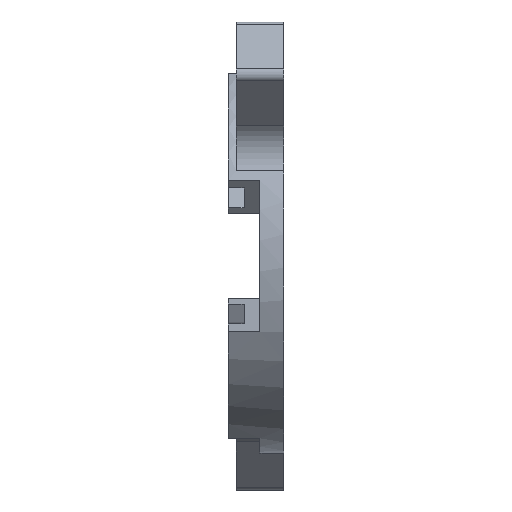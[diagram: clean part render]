
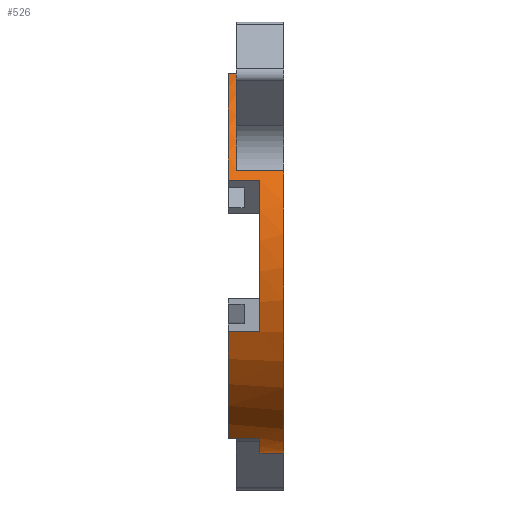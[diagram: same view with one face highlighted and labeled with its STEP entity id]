
A CAD part, left-side view. The second image highlights one B-rep face of the part: STEP entity #526.
In plain terms, the highlighted cylindrical face has radius 25 mm (diameter 50 mm), a partial arc.
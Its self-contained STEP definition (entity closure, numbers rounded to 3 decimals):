
#4 = CARTESIAN_POINT ( 'NONE',  ( 0., 3., 0. ) ) ;
#19 = EDGE_CURVE ( 'NONE', #1243, #299, #2063, .T. ) ;
#26 = VERTEX_POINT ( 'NONE', #580 ) ;
#29 = DIRECTION ( 'NONE',  ( 0., -1., 0. ) ) ;
#66 = DIRECTION ( 'NONE',  ( 0., 0., 1. ) ) ;
#69 = CARTESIAN_POINT ( 'NONE',  ( -23.097, 7., 9.567 ) ) ;
#81 = VECTOR ( 'NONE', #1235, 1000. ) ;
#103 = ORIENTED_EDGE ( 'NONE', *, *, #282, .F. ) ;
#167 = DIRECTION ( 'NONE',  ( 0., 1., 0. ) ) ;
#176 = DIRECTION ( 'NONE',  ( 0., 1., 0. ) ) ;
#216 = VERTEX_POINT ( 'NONE', #1169 ) ;
#244 = EDGE_CURVE ( 'NONE', #216, #823, #700, .T. ) ;
#245 = CARTESIAN_POINT ( 'NONE',  ( 0., 0., 0. ) ) ;
#271 = VECTOR ( 'NONE', #29, 1000. ) ;
#282 = EDGE_CURVE ( 'NONE', #26, #608, #1179, .T. ) ;
#287 = DIRECTION ( 'NONE',  ( 0., 1., 0. ) ) ;
#299 = VERTEX_POINT ( 'NONE', #1024 ) ;
#343 = CARTESIAN_POINT ( 'NONE',  ( 0., 0., 25. ) ) ;
#348 = EDGE_CURVE ( 'NONE', #299, #1965, #978, .T. ) ;
#390 = ORIENTED_EDGE ( 'NONE', *, *, #2055, .F. ) ;
#406 = DIRECTION ( 'NONE',  ( 0., 0., 1. ) ) ;
#422 = CARTESIAN_POINT ( 'NONE',  ( -9.567, 7., 23.097 ) ) ;
#514 = ORIENTED_EDGE ( 'NONE', *, *, #1195, .F. ) ;
#526 = ADVANCED_FACE ( 'NONE', ( #1311 ), #2152, .T. ) ;
#562 = CARTESIAN_POINT ( 'NONE',  ( -10.774, 6., 22.559 ) ) ;
#564 = ORIENTED_EDGE ( 'NONE', *, *, #244, .F. ) ;
#580 = CARTESIAN_POINT ( 'NONE',  ( -9.567, 3., -23.097 ) ) ;
#594 = AXIS2_PLACEMENT_3D ( 'NONE', #245, #1575, #1742 ) ;
#600 = CARTESIAN_POINT ( 'NONE',  ( -9.567, 3., 23.097 ) ) ;
#606 = ORIENTED_EDGE ( 'NONE', *, *, #19, .T. ) ;
#608 = VERTEX_POINT ( 'NONE', #1117 ) ;
#681 = CARTESIAN_POINT ( 'NONE',  ( 0., 5., 25. ) ) ;
#685 = VERTEX_POINT ( 'NONE', #1322 ) ;
#698 = DIRECTION ( 'NONE',  ( 0., 0., 1. ) ) ;
#700 = CIRCLE ( 'NONE', #1583, 25. ) ;
#707 = EDGE_LOOP ( 'NONE', ( #1371, #564, #968, #514, #1377, #1745, #727, #1510, #103, #390, #2079, #1889, #1837, #1278, #606, #1444 ) ) ;
#720 = CARTESIAN_POINT ( 'NONE',  ( 0., 7., 0. ) ) ;
#727 = ORIENTED_EDGE ( 'NONE', *, *, #1292, .T. ) ;
#728 = CARTESIAN_POINT ( 'NONE',  ( -10.774, 5., 22.559 ) ) ;
#741 = VECTOR ( 'NONE', #1430, 1000. ) ;
#744 = CARTESIAN_POINT ( 'NONE',  ( 0., 3., 0. ) ) ;
#807 = CIRCLE ( 'NONE', #1646, 25. ) ;
#820 = EDGE_CURVE ( 'NONE', #1709, #1243, #1996, .T. ) ;
#823 = VERTEX_POINT ( 'NONE', #919 ) ;
#837 = LINE ( 'NONE', #681, #271 ) ;
#870 = VERTEX_POINT ( 'NONE', #1881 ) ;
#872 = VECTOR ( 'NONE', #1949, 1000. ) ;
#878 = AXIS2_PLACEMENT_3D ( 'NONE', #2084, #2059, #66 ) ;
#886 = CARTESIAN_POINT ( 'NONE',  ( -23.097, 7., -9.567 ) ) ;
#907 = EDGE_CURVE ( 'NONE', #608, #1175, #807, .T. ) ;
#908 = AXIS2_PLACEMENT_3D ( 'NONE', #1547, #1569, #1232 ) ;
#919 = CARTESIAN_POINT ( 'NONE',  ( 0., 3., 25. ) ) ;
#929 = CARTESIAN_POINT ( 'NONE',  ( 0., 7., 0. ) ) ;
#952 = VERTEX_POINT ( 'NONE', #422 ) ;
#956 = DIRECTION ( 'NONE',  ( 0., 0., -1. ) ) ;
#968 = ORIENTED_EDGE ( 'NONE', *, *, #971, .T. ) ;
#971 = EDGE_CURVE ( 'NONE', #216, #952, #1287, .T. ) ;
#978 = CIRCLE ( 'NONE', #594, 25. ) ;
#1024 = CARTESIAN_POINT ( 'NONE',  ( -10.774, 0., 22.559 ) ) ;
#1039 = CIRCLE ( 'NONE', #1324, 25. ) ;
#1042 = CARTESIAN_POINT ( 'NONE',  ( -23.097, 3., -9.567 ) ) ;
#1074 = AXIS2_PLACEMENT_3D ( 'NONE', #1572, #1916, #406 ) ;
#1117 = CARTESIAN_POINT ( 'NONE',  ( -9.567, 7., -23.097 ) ) ;
#1169 = CARTESIAN_POINT ( 'NONE',  ( -9.567, 3., 23.097 ) ) ;
#1175 = VERTEX_POINT ( 'NONE', #886 ) ;
#1179 = LINE ( 'NONE', #1326, #1726 ) ;
#1195 = EDGE_CURVE ( 'NONE', #1675, #952, #1579, .T. ) ;
#1202 = CARTESIAN_POINT ( 'NONE',  ( -23.097, 3., -9.567 ) ) ;
#1219 = DIRECTION ( 'NONE',  ( 1., 0., 0. ) ) ;
#1226 = EDGE_CURVE ( 'NONE', #1604, #685, #1039, .T. ) ;
#1232 = DIRECTION ( 'NONE',  ( 0., 0., 1. ) ) ;
#1235 = DIRECTION ( 'NONE',  ( 0., 1., 0. ) ) ;
#1243 = VERTEX_POINT ( 'NONE', #562 ) ;
#1254 = EDGE_CURVE ( 'NONE', #1821, #870, #1860, .T. ) ;
#1258 = VECTOR ( 'NONE', #1533, 1000. ) ;
#1278 = ORIENTED_EDGE ( 'NONE', *, *, #820, .T. ) ;
#1287 = LINE ( 'NONE', #600, #872 ) ;
#1292 = EDGE_CURVE ( 'NONE', #1604, #1175, #2047, .T. ) ;
#1311 = FACE_OUTER_BOUND ( 'NONE', #707, .T. ) ;
#1322 = CARTESIAN_POINT ( 'NONE',  ( -23.097, 3., 9.567 ) ) ;
#1324 = AXIS2_PLACEMENT_3D ( 'NONE', #744, #2093, #1219 ) ;
#1326 = CARTESIAN_POINT ( 'NONE',  ( -9.567, 3., -23.097 ) ) ;
#1335 = DIRECTION ( 'NONE',  ( 0., 0., -1. ) ) ;
#1371 = ORIENTED_EDGE ( 'NONE', *, *, #1487, .F. ) ;
#1377 = ORIENTED_EDGE ( 'NONE', *, *, #2129, .F. ) ;
#1384 = AXIS2_PLACEMENT_3D ( 'NONE', #1450, #1994, #956 ) ;
#1430 = DIRECTION ( 'NONE',  ( 0., -1., 0. ) ) ;
#1434 = AXIS2_PLACEMENT_3D ( 'NONE', #720, #1759, #698 ) ;
#1444 = ORIENTED_EDGE ( 'NONE', *, *, #348, .T. ) ;
#1450 = CARTESIAN_POINT ( 'NONE',  ( 0., 5., 0. ) ) ;
#1487 = EDGE_CURVE ( 'NONE', #823, #1965, #837, .T. ) ;
#1493 = VECTOR ( 'NONE', #1621, 1000. ) ;
#1510 = ORIENTED_EDGE ( 'NONE', *, *, #907, .F. ) ;
#1533 = DIRECTION ( 'NONE',  ( 0., 1., 0. ) ) ;
#1536 = CARTESIAN_POINT ( 'NONE',  ( 0., 3., -25. ) ) ;
#1547 = CARTESIAN_POINT ( 'NONE',  ( 0., 0., 0. ) ) ;
#1550 = LINE ( 'NONE', #1783, #1991 ) ;
#1569 = DIRECTION ( 'NONE',  ( 0., 1., 0. ) ) ;
#1572 = CARTESIAN_POINT ( 'NONE',  ( 0., 6., 0. ) ) ;
#1575 = DIRECTION ( 'NONE',  ( 0., 1., 0. ) ) ;
#1579 = CIRCLE ( 'NONE', #1434, 25. ) ;
#1583 = AXIS2_PLACEMENT_3D ( 'NONE', #4, #176, #1335 ) ;
#1604 = VERTEX_POINT ( 'NONE', #1202 ) ;
#1621 = DIRECTION ( 'NONE',  ( 0., -1., 0. ) ) ;
#1646 = AXIS2_PLACEMENT_3D ( 'NONE', #929, #1960, #1647 ) ;
#1647 = DIRECTION ( 'NONE',  ( 0., 0., 1. ) ) ;
#1675 = VERTEX_POINT ( 'NONE', #69 ) ;
#1709 = VERTEX_POINT ( 'NONE', #1767 ) ;
#1726 = VECTOR ( 'NONE', #167, 1000. ) ;
#1742 = DIRECTION ( 'NONE',  ( 0., 0., 1. ) ) ;
#1745 = ORIENTED_EDGE ( 'NONE', *, *, #1226, .F. ) ;
#1759 = DIRECTION ( 'NONE',  ( 0., 1., 0. ) ) ;
#1767 = CARTESIAN_POINT ( 'NONE',  ( -22.559, 6., 10.774 ) ) ;
#1783 = CARTESIAN_POINT ( 'NONE',  ( -23.097, 3., 9.567 ) ) ;
#1808 = CARTESIAN_POINT ( 'NONE',  ( 0., 0., -25. ) ) ;
#1821 = VERTEX_POINT ( 'NONE', #1808 ) ;
#1832 = CIRCLE ( 'NONE', #878, 25. ) ;
#1837 = ORIENTED_EDGE ( 'NONE', *, *, #2099, .T. ) ;
#1860 = CIRCLE ( 'NONE', #908, 25. ) ;
#1881 = CARTESIAN_POINT ( 'NONE',  ( -22.559, 0., 10.774 ) ) ;
#1889 = ORIENTED_EDGE ( 'NONE', *, *, #1254, .T. ) ;
#1910 = VERTEX_POINT ( 'NONE', #1536 ) ;
#1916 = DIRECTION ( 'NONE',  ( 0., 1., 0. ) ) ;
#1949 = DIRECTION ( 'NONE',  ( 0., 1., 0. ) ) ;
#1960 = DIRECTION ( 'NONE',  ( 0., 1., 0. ) ) ;
#1965 = VERTEX_POINT ( 'NONE', #343 ) ;
#1991 = VECTOR ( 'NONE', #287, 1000. ) ;
#1994 = DIRECTION ( 'NONE',  ( 0., -1., 0. ) ) ;
#1996 = CIRCLE ( 'NONE', #1074, 25. ) ;
#2047 = LINE ( 'NONE', #1042, #1258 ) ;
#2055 = EDGE_CURVE ( 'NONE', #1910, #26, #1832, .T. ) ;
#2059 = DIRECTION ( 'NONE',  ( 0., 1., 0. ) ) ;
#2063 = LINE ( 'NONE', #728, #741 ) ;
#2068 = CARTESIAN_POINT ( 'NONE',  ( -22.559, 5., 10.774 ) ) ;
#2079 = ORIENTED_EDGE ( 'NONE', *, *, #2179, .T. ) ;
#2084 = CARTESIAN_POINT ( 'NONE',  ( 0., 3., 0. ) ) ;
#2093 = DIRECTION ( 'NONE',  ( 0., 1., 0. ) ) ;
#2099 = EDGE_CURVE ( 'NONE', #870, #1709, #2108, .T. ) ;
#2108 = LINE ( 'NONE', #2068, #81 ) ;
#2129 = EDGE_CURVE ( 'NONE', #685, #1675, #1550, .T. ) ;
#2140 = CARTESIAN_POINT ( 'NONE',  ( 0., 5., -25. ) ) ;
#2152 = CYLINDRICAL_SURFACE ( 'NONE', #1384, 25. ) ;
#2161 = LINE ( 'NONE', #2140, #1493 ) ;
#2179 = EDGE_CURVE ( 'NONE', #1910, #1821, #2161, .T. ) ;
